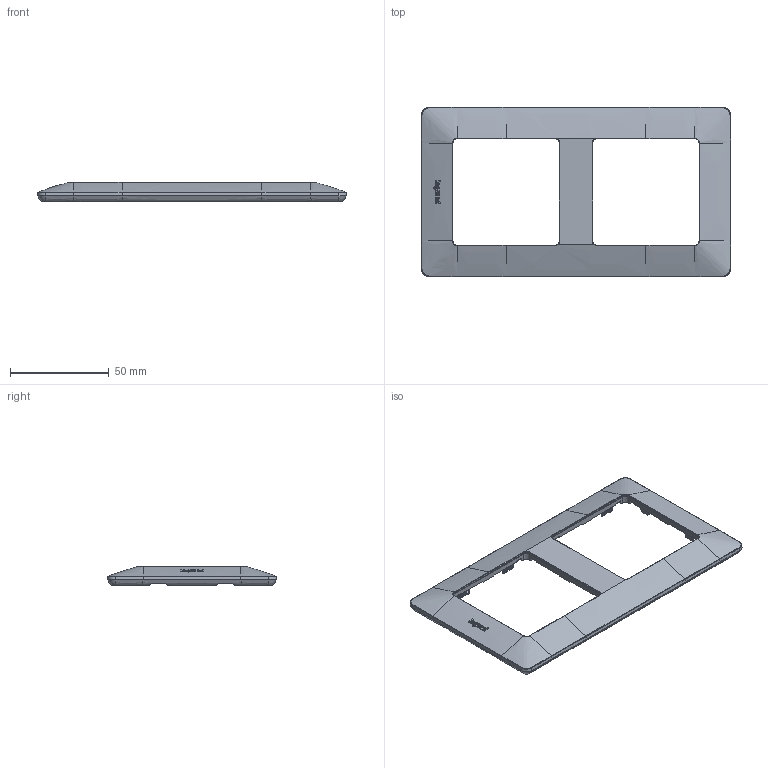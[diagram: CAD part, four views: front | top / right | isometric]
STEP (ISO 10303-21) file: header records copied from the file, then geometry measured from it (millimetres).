
FILE_DESCRIPTION(('CATIA V5 STEP Exchange','CAx-IF Rec.Pracs.--- Model Styling and Organization---1.4--- 2014-01-23'),'2;1');
FILE_NAME('754002_AllCATPart.stp','2020-02-13T11:27:03+00:00',('none'),('none'),'CATIA Version 5-6 Release 2017 SP3','CATIA V5 STEP AP214','none');
FILE_SCHEMA(('AUTOMOTIVE_DESIGN { 1 0 10303 214 1 1 1 1 }'));
Products named in the file (1): 754002_AllCATPart
Bounding box: 157 x 86 x 9.8 mm (x, y, z)
Volume: 25532.4 mm3; surface area: 38010.6 mm2
Topology: 1 solids, 1 shells, 3107 faces, 8372 edges, 5335 vertices
Faces by surface type: plane 1567, cylinder 676, bspline 447, extrusion 335, cone 32, sphere 28, torus 22
Entity records: 134852 total; most frequent: CARTESIAN_POINT 68232, ORIENTED_EDGE 16696, EDGE_CURVE 8348, DIRECTION 7951, VERTEX_POINT 5335, B_SPLINE_CURVE_WITH_KNOTS 4263, VECTOR 4168, LINE 3833
